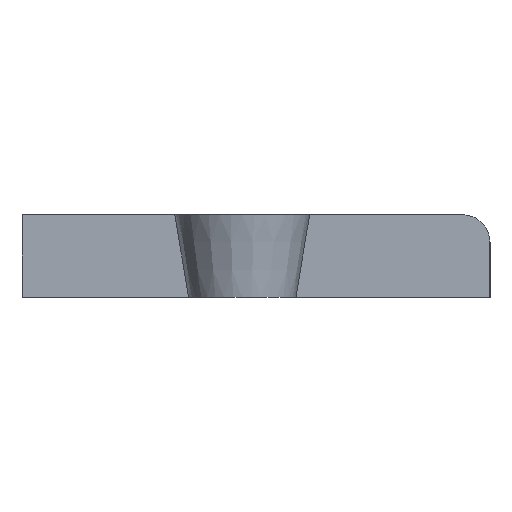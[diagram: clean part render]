
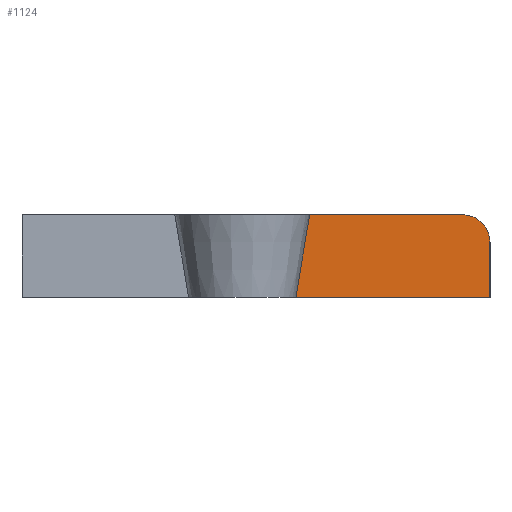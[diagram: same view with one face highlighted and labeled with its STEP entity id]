
A CAD part, left-side view. The second image highlights one B-rep face of the part: STEP entity #1124.
In plain terms, the highlighted planar face has unit normal (-1, 0, 0).
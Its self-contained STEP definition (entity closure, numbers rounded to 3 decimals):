
#27=PLANE('',#1234);
#85=LINE('',#1745,#204);
#93=LINE('',#1770,#212);
#94=LINE('',#1774,#213);
#95=LINE('',#1775,#214);
#204=VECTOR('',#1401,10.);
#212=VECTOR('',#1425,10.);
#213=VECTOR('',#1430,10.);
#214=VECTOR('',#1431,10.);
#331=FACE_OUTER_BOUND('',#396,.T.);
#396=EDGE_LOOP('',(#855,#856,#857,#858,#859));
#463=CIRCLE('',#1210,2.);
#510=VERTEX_POINT('',#1691);
#511=VERTEX_POINT('',#1692);
#530=VERTEX_POINT('',#1743);
#539=VERTEX_POINT('',#1769);
#540=VERTEX_POINT('',#1773);
#621=EDGE_CURVE('',#510,#511,#463,.T.);
#648=EDGE_CURVE('',#530,#510,#85,.T.);
#660=EDGE_CURVE('',#539,#511,#93,.T.);
#662=EDGE_CURVE('',#530,#540,#94,.F.);
#663=EDGE_CURVE('',#539,#540,#95,.T.);
#855=ORIENTED_EDGE('',*,*,#621,.F.);
#856=ORIENTED_EDGE('',*,*,#648,.F.);
#857=ORIENTED_EDGE('',*,*,#662,.T.);
#858=ORIENTED_EDGE('',*,*,#663,.F.);
#859=ORIENTED_EDGE('',*,*,#660,.T.);
#1124=ADVANCED_FACE('',(#331),#27,.T.);
#1210=AXIS2_PLACEMENT_3D('',#1693,#1353,#1354);
#1234=AXIS2_PLACEMENT_3D('',#1772,#1428,#1429);
#1353=DIRECTION('center_axis',(1.,0.,0.));
#1354=DIRECTION('ref_axis',(0.,-1.,0.));
#1401=DIRECTION('',(0.,-1.,0.));
#1425=DIRECTION('',(0.,0.,1.));
#1428=DIRECTION('center_axis',(-1.,0.,0.));
#1429=DIRECTION('ref_axis',(0.,-1.,0.));
#1430=DIRECTION('',(0.,-0.164,0.986));
#1431=DIRECTION('',(0.,1.,0.));
#1691=CARTESIAN_POINT('',(-240.,-32.,6.));
#1692=CARTESIAN_POINT('',(-240.,-34.,4.));
#1693=CARTESIAN_POINT('Origin',(-240.,-32.,4.));
#1743=CARTESIAN_POINT('',(-240.,-20.9,6.));
#1745=CARTESIAN_POINT('',(-240.,-2.5,6.));
#1769=CARTESIAN_POINT('',(-240.,-34.,0.));
#1770=CARTESIAN_POINT('',(-240.,-34.,0.));
#1772=CARTESIAN_POINT('Origin',(-240.,0.,0.));
#1773=CARTESIAN_POINT('',(-240.,-19.9,0.));
#1774=CARTESIAN_POINT('',(-240.,-20.4,3.));
#1775=CARTESIAN_POINT('',(-240.,-2.5,0.));
